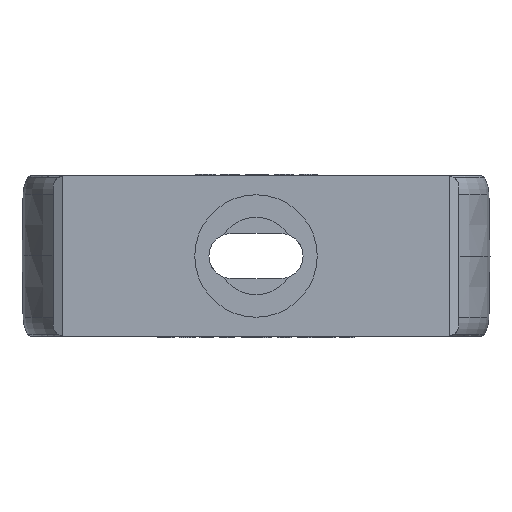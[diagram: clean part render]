
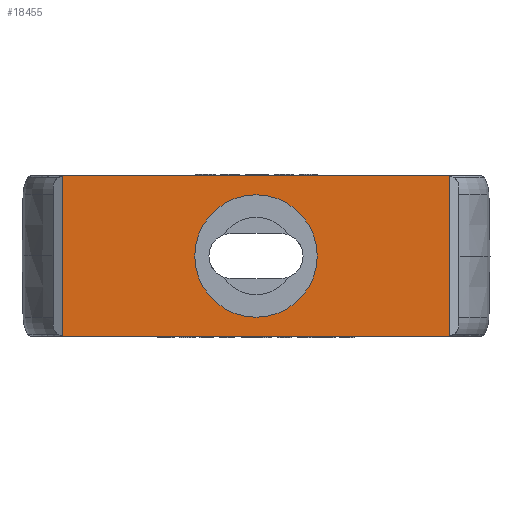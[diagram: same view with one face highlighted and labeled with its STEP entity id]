
A CAD part, front view. The second image highlights one B-rep face of the part: STEP entity #18455.
In plain terms, the highlighted planar face has unit normal (0, -1, 0).
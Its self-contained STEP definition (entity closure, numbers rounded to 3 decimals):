
#254=DIRECTION('',(-1.,0.,0.));
#255=VECTOR('',#254,40.7);
#256=CARTESIAN_POINT('',(20.35,-0.5,8.5));
#257=LINE('',#256,#255);
#1643=DIRECTION('',(1.,0.,0.));
#1644=VECTOR('',#1643,40.7);
#1645=CARTESIAN_POINT('',(-20.35,-0.5,-8.5));
#1646=LINE('',#1645,#1644);
#4242=CARTESIAN_POINT('',(-20.35,-0.5,-7.3));
#4243=DIRECTION('',(0.,-1.,0.));
#4244=DIRECTION('',(-0.125,0.,-0.992));
#4245=AXIS2_PLACEMENT_3D('',#4242,#4243,#4244);
#4247=DIRECTION('',(0.,0.,-1.));
#4248=VECTOR('',#4247,16.981);
#4249=CARTESIAN_POINT('',(-20.5,-0.5,8.491));
#4250=LINE('',#4249,#4248);
#4251=CARTESIAN_POINT('',(-20.35,-0.5,7.3));
#4252=DIRECTION('',(0.,-1.,0.));
#4253=DIRECTION('',(0.,0.,1.));
#4254=AXIS2_PLACEMENT_3D('',#4251,#4252,#4253);
#4256=CARTESIAN_POINT('',(20.35,-0.5,7.3));
#4257=DIRECTION('',(0.,-1.,0.));
#4258=DIRECTION('',(0.125,0.,0.992));
#4259=AXIS2_PLACEMENT_3D('',#4256,#4257,#4258);
#4261=DIRECTION('',(0.,0.,1.));
#4262=VECTOR('',#4261,16.981);
#4263=CARTESIAN_POINT('',(20.5,-0.5,-8.491));
#4264=LINE('',#4263,#4262);
#4265=CARTESIAN_POINT('',(20.35,-0.5,-7.3));
#4266=DIRECTION('',(0.,-1.,0.));
#4267=DIRECTION('',(0.,0.,-1.));
#4268=AXIS2_PLACEMENT_3D('',#4265,#4266,#4267);
#4270=CARTESIAN_POINT('',(0.,-0.5,0.));
#4271=DIRECTION('',(0.,1.,0.));
#4272=DIRECTION('',(1.,0.,0.));
#4273=AXIS2_PLACEMENT_3D('',#4270,#4271,#4272);
#4275=CARTESIAN_POINT('',(0.,-0.5,0.));
#4276=DIRECTION('',(0.,1.,0.));
#4277=DIRECTION('',(-1.,0.,0.));
#4278=AXIS2_PLACEMENT_3D('',#4275,#4276,#4277);
#10617=CARTESIAN_POINT('',(-20.5,-0.5,-8.491));
#10618=CARTESIAN_POINT('',(-20.35,-0.5,-8.5));
#10619=VERTEX_POINT('',#10617);
#10620=VERTEX_POINT('',#10618);
#10621=CARTESIAN_POINT('',(-20.5,-0.5,8.491));
#10622=VERTEX_POINT('',#10621);
#10623=CARTESIAN_POINT('',(-20.35,-0.5,8.5));
#10624=VERTEX_POINT('',#10623);
#10625=CARTESIAN_POINT('',(20.5,-0.5,8.491));
#10626=CARTESIAN_POINT('',(20.35,-0.5,8.5));
#10627=VERTEX_POINT('',#10625);
#10628=VERTEX_POINT('',#10626);
#10629=CARTESIAN_POINT('',(20.5,-0.5,-8.491));
#10630=VERTEX_POINT('',#10629);
#10631=CARTESIAN_POINT('',(20.35,-0.5,-8.5));
#10632=VERTEX_POINT('',#10631);
#10633=CARTESIAN_POINT('',(-6.5,-0.5,0.));
#10634=CARTESIAN_POINT('',(6.5,-0.5,0.));
#10635=VERTEX_POINT('',#10633);
#10636=VERTEX_POINT('',#10634);
#18431=CARTESIAN_POINT('',(-6.41,-0.5,-7.433));
#18432=DIRECTION('',(0.,-1.,0.));
#18433=DIRECTION('',(1.,0.,0.));
#18434=AXIS2_PLACEMENT_3D('',#18431,#18432,#18433);
#18435=PLANE('',#18434);
#18436=ORIENTED_EDGE('',*,*,#14619,.F.);
#18437=ORIENTED_EDGE('',*,*,#18367,.F.);
#18438=ORIENTED_EDGE('',*,*,#18425,.F.);
#18439=ORIENTED_EDGE('',*,*,#18398,.F.);
#18440=ORIENTED_EDGE('',*,*,#13779,.F.);
#18442=ORIENTED_EDGE('',*,*,#18441,.F.);
#18444=ORIENTED_EDGE('',*,*,#18443,.F.);
#18446=ORIENTED_EDGE('',*,*,#18445,.F.);
#18447=EDGE_LOOP('',(#18436,#18437,#18438,#18439,#18440,#18442,#18444,#18446));
#18448=FACE_OUTER_BOUND('',#18447,.F.);
#18450=ORIENTED_EDGE('',*,*,#18449,.F.);
#18452=ORIENTED_EDGE('',*,*,#18451,.F.);
#18453=EDGE_LOOP('',(#18450,#18452));
#18454=FACE_BOUND('',#18453,.F.);
#18455=ADVANCED_FACE('',(#18448,#18454),#18435,.T.);
#4246=CIRCLE('',#4245,1.2);
#4255=CIRCLE('',#4254,1.2);
#4260=CIRCLE('',#4259,1.2);
#4269=CIRCLE('',#4268,1.2);
#4274=CIRCLE('',#4273,6.5);
#4279=CIRCLE('',#4278,6.5);
#13779=EDGE_CURVE('',#10628,#10624,#257,.T.);
#14619=EDGE_CURVE('',#10620,#10632,#1646,.T.);
#18367=EDGE_CURVE('',#10619,#10620,#4246,.T.);
#18398=EDGE_CURVE('',#10624,#10622,#4255,.T.);
#18425=EDGE_CURVE('',#10622,#10619,#4250,.T.);
#18441=EDGE_CURVE('',#10627,#10628,#4260,.T.);
#18443=EDGE_CURVE('',#10630,#10627,#4264,.T.);
#18445=EDGE_CURVE('',#10632,#10630,#4269,.T.);
#18449=EDGE_CURVE('',#10636,#10635,#4274,.T.);
#18451=EDGE_CURVE('',#10635,#10636,#4279,.T.);
